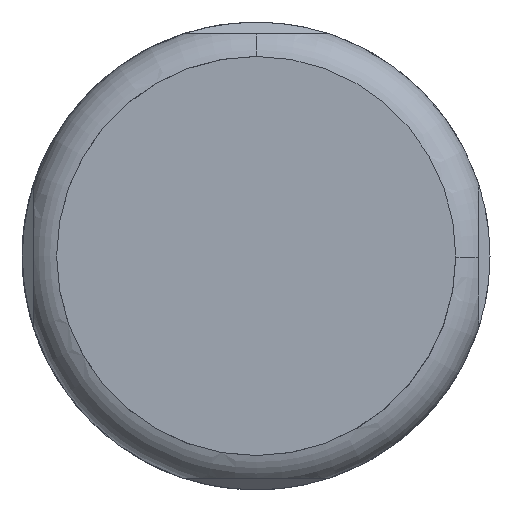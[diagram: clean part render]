
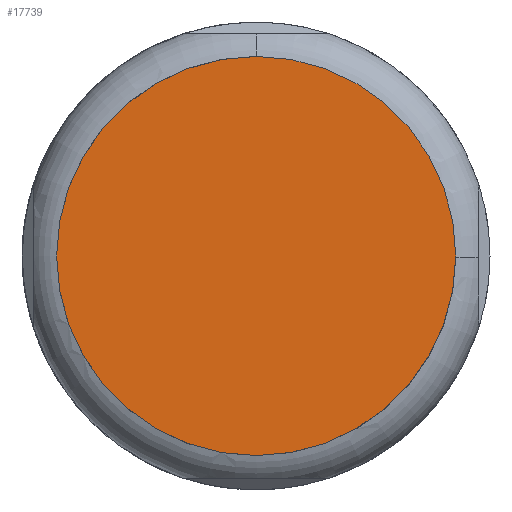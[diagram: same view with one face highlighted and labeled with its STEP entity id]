
A CAD part, front view. The second image highlights one B-rep face of the part: STEP entity #17739.
In plain terms, the highlighted planar face has unit normal (0, -1, 0).
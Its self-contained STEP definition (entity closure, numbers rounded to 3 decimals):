
#446=CARTESIAN_POINT('',(0.,-20.05,0.));
#447=DIRECTION('',(0.,1.,0.));
#448=DIRECTION('',(-1.,0.,0.));
#449=AXIS2_PLACEMENT_3D('',#446,#447,#448);
#451=CARTESIAN_POINT('',(0.,-20.05,0.));
#452=DIRECTION('',(0.,1.,0.));
#453=DIRECTION('',(1.,0.,0.));
#454=AXIS2_PLACEMENT_3D('',#451,#452,#453);
#14766=CARTESIAN_POINT('',(8.75,-20.05,0.));
#14767=VERTEX_POINT('',#14766);
#14768=CARTESIAN_POINT('',(-8.75,-20.05,0.));
#14769=VERTEX_POINT('',#14768);
#17730=CARTESIAN_POINT('',(0.,-20.05,0.));
#17731=DIRECTION('',(0.,-1.,0.));
#17732=DIRECTION('',(-1.,0.,0.));
#17733=AXIS2_PLACEMENT_3D('',#17730,#17731,#17732);
#17734=PLANE('',#17733);
#17735=ORIENTED_EDGE('',*,*,#17573,.T.);
#17736=ORIENTED_EDGE('',*,*,#17723,.T.);
#17737=EDGE_LOOP('',(#17735,#17736));
#17738=FACE_OUTER_BOUND('',#17737,.F.);
#17739=ADVANCED_FACE('',(#17738),#17734,.T.);
#450=CIRCLE('',#449,8.75);
#455=CIRCLE('',#454,8.75);
#17573=EDGE_CURVE('',#14769,#14767,#450,.T.);
#17723=EDGE_CURVE('',#14767,#14769,#455,.T.);
